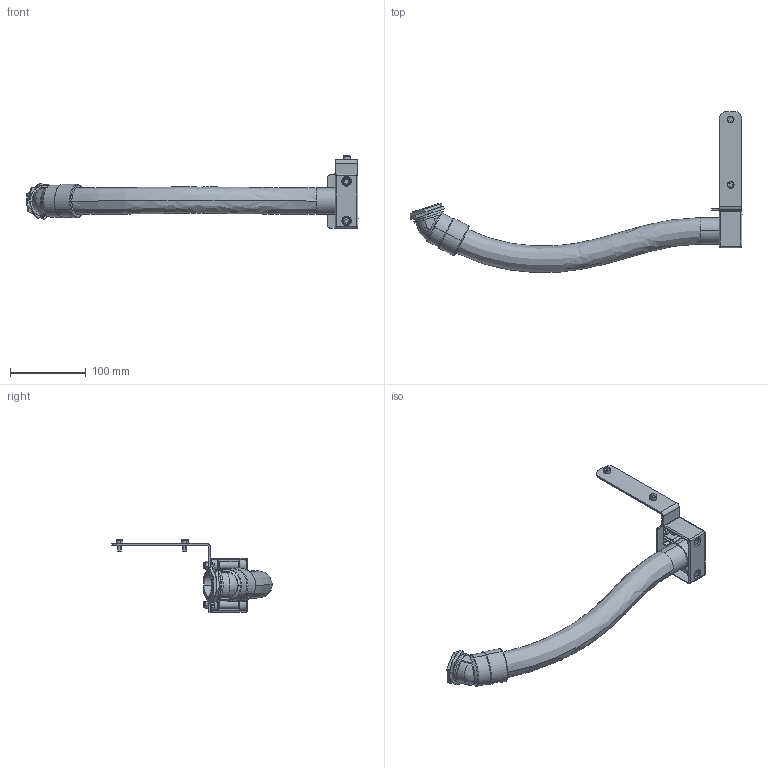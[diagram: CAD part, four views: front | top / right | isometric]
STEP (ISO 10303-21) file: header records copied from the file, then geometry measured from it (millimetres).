
FILE_DESCRIPTION (( 'STEP AP203' ), '1' );
FILE_NAME ('P2514.STEP', '2019-07-09T05:34:57', ( 'admin' ), ( '' ), 'SwSTEP 2.0', 'SolidWorks 2017', '' );
FILE_SCHEMA (( 'CONFIG_CONTROL_DESIGN' ));
Length unit declared in the file: millimetre
Products named in the file (1): P2514
Bounding box: 436.92 x 211.78 x 95 mm (x, y, z)
Volume: 213180.8 mm3; surface area: 155334.6 mm2
Topology: 14 solids, 14 shells, 540 faces, 1388 edges, 901 vertices
Faces by surface type: cylinder 236, plane 224, bspline 35, torus 25, cone 20
Entity records: 26584 total; most frequent: CARTESIAN_POINT 13208, DIRECTION 2827, ORIENTED_EDGE 2772, EDGE_CURVE 1386, AXIS2_PLACEMENT_3D 1056, VERTEX_POINT 901, VECTOR 715, LINE 715
